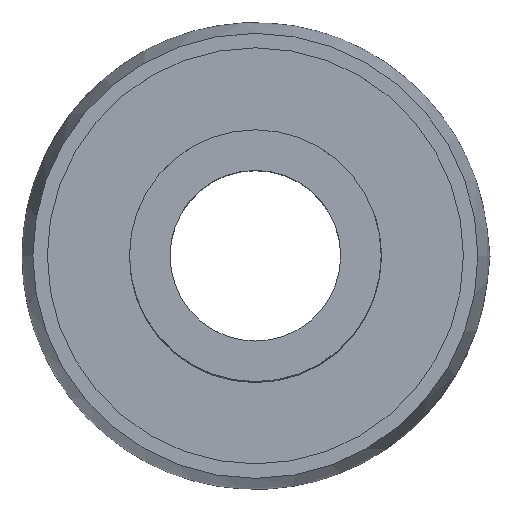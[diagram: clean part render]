
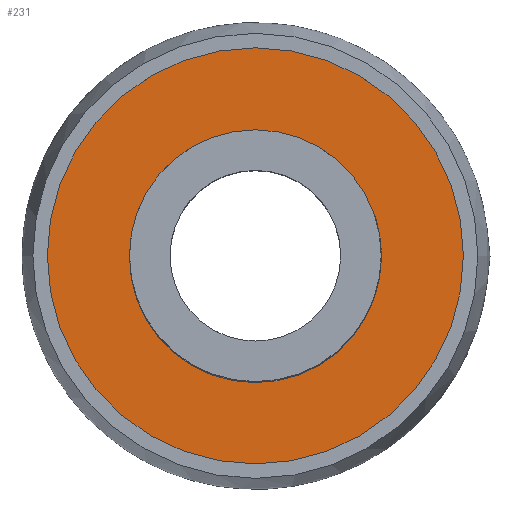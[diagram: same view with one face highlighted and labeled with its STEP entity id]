
A CAD part, top view. The second image highlights one B-rep face of the part: STEP entity #231.
In plain terms, the highlighted planar face has unit normal (0, 0, 1).
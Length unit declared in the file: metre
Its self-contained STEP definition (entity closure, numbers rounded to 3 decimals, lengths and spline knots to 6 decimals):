
#28=PLANE('',#286);
#71=ORIENTED_EDGE('',*,*,#97,.T.);
#72=ORIENTED_EDGE('',*,*,#99,.F.);
#97=EDGE_CURVE('',#117,#117,#133,.T.);
#99=EDGE_CURVE('',#119,#119,#135,.T.);
#117=VERTEX_POINT('',#576);
#119=VERTEX_POINT('',#582);
#133=CIRCLE('',#283,0.0059);
#135=CIRCLE('',#287,0.00975);
#165=EDGE_LOOP('',(#71));
#166=EDGE_LOOP('',(#72));
#201=FACE_BOUND('',#165,.T.);
#202=FACE_BOUND('',#166,.T.);
#231=ADVANCED_FACE('',(#201,#202),#28,.F.);
#283=AXIS2_PLACEMENT_3D('',#575,#339,#340);
#286=AXIS2_PLACEMENT_3D('',#580,#345,#346);
#287=AXIS2_PLACEMENT_3D('',#581,#347,#348);
#339=DIRECTION('',(0.,0.,-1.));
#340=DIRECTION('',(1.,0.,0.));
#345=DIRECTION('',(0.,0.,-1.));
#346=DIRECTION('',(0.,-1.,0.));
#347=DIRECTION('',(0.,0.,-1.));
#348=DIRECTION('',(1.,0.,0.));
#575=CARTESIAN_POINT('',(0.,-0.00004,0.0069));
#576=CARTESIAN_POINT('',(0.0059,-0.00004,0.0069));
#580=CARTESIAN_POINT('',(0.,-0.000015,0.0069));
#581=CARTESIAN_POINT('',(0.,0.,0.0069));
#582=CARTESIAN_POINT('',(0.00975,0.,0.0069));
